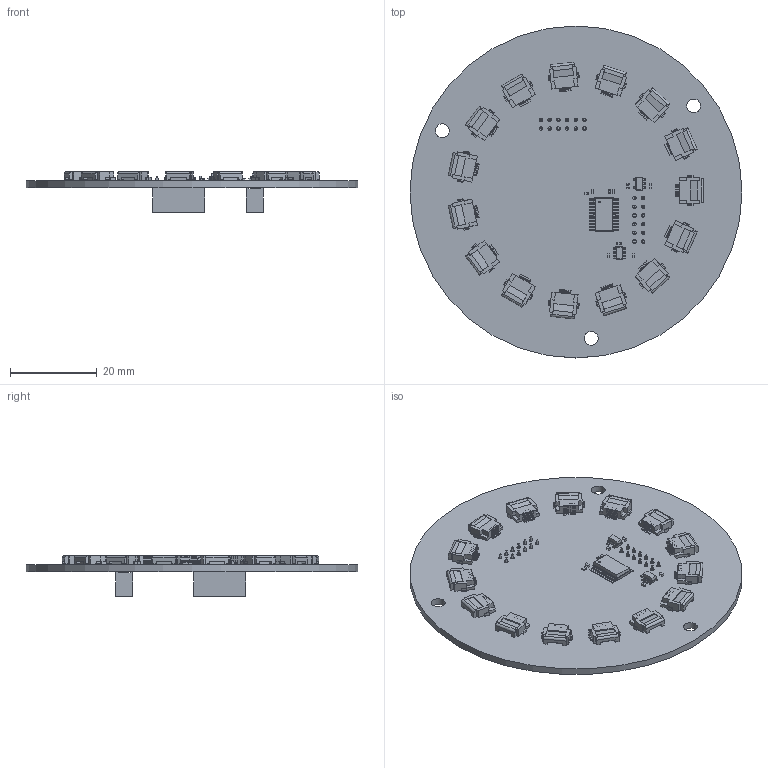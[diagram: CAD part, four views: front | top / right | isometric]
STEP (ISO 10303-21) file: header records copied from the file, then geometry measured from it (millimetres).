
FILE_DESCRIPTION(('KiCad electronic assembly'),'2;1');
FILE_NAME('spider-array-main.step','2024-10-22T05:25:05',('Pcbnew'),( 'Kicad'),'Open CASCADE STEP processor 7.6','KiCad to STEP converter' ,'Unknown');
FILE_SCHEMA(('AUTOMOTIVE_DESIGN { 1 0 10303 214 1 1 1 1 }'));
Length unit declared in the file: millimetre
Products named in the file (16): spider-array-main 1; SOT-23-5; SOT_23_5; Hirose_FH12-6S-0.5SH_1x06-1MP_P0.50mm_Horizontal; Hirose_FH12_xxS_0_5SH_Parametric_v0_1; C_0402_1005Metric; HTSSOP-24-1EP_4.4x7.8mm_P0.65mm_EP3.4x7.8mm_Mask2.4x4.68mm; HTSSOP_24_1EP_44x78mm_P065mm_EP34x78mm_Mask24x468mm; SOT-23-6; SOT_23_6; R_0402_1005Metric; PinSocket_2x06_P2.00mm_Vertical; PinSocket_2x06_P200mm_Vertical; spider-array-main_PCB
Assembly tree (37 placements, depth 3):
  spider-array-main 1
    SOT-23-5
      SOT_23_5
    Hirose_FH12-6S-0.5SH_1x06-1MP_P0.50mm_Horizontal  x15
      Hirose_FH12_xxS_0_5SH_Parametric_v0_1
    C_0402_1005Metric  x6
      C_0402_1005Metric
    HTSSOP-24-1EP_4.4x7.8mm_P0.65mm_EP3.4x7.8mm_Mask2.4x4.68mm
      HTSSOP_24_1EP_44x78mm_P065mm_EP34x78mm_Mask24x468mm
    SOT-23-6
      SOT_23_6
    R_0402_1005Metric  x3
      R_0402_1005Metric
    PinSocket_2x06_P2.00mm_Vertical  x2
      PinSocket_2x06_P200mm_Vertical
    spider-array-main_PCB
Bounding box: 76.4 x 76.4 x 9.3 mm (x, y, z)
Volume: 8791.5 mm3; surface area: 14124.9 mm2
Topology: 60 solids, 60 shells, 3714 faces, 10144 edges, 6636 vertices
Faces by surface type: plane 3117, cylinder 490, bspline 107
Full cylindrical faces by diameter (mm): 0.4 x1, 0.8 x24, 3.2 x3, 76.4 x1
Entity records: 45403 total; most frequent: CARTESIAN_POINT 7035, ORIENTED_EDGE 6520, DIRECTION 5906, EDGE_CURVE 3260, LINE 2756, VECTOR 2756, VERTEX_POINT 2084, AXIS2_PLACEMENT_3D 1575
